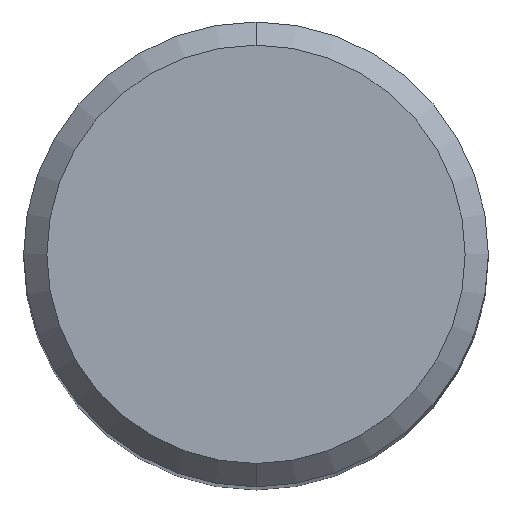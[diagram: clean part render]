
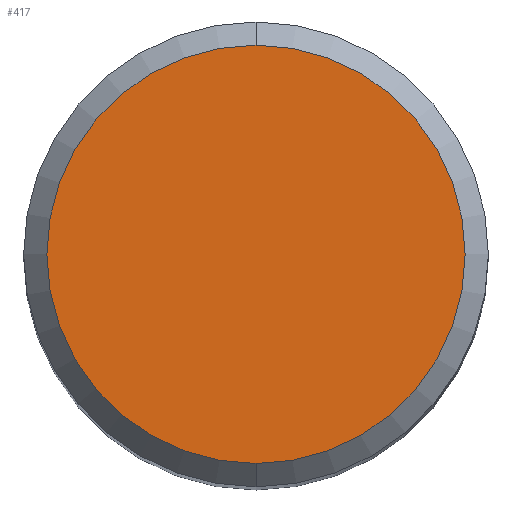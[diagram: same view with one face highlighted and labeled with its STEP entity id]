
A CAD part, top view. The second image highlights one B-rep face of the part: STEP entity #417.
In plain terms, the highlighted planar face has unit normal (0, 0, 1).
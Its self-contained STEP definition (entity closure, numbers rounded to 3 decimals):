
#197=VERTEX_POINT('',#505);
#207=VERTEX_POINT('',#516);
#247=EDGE_CURVE('',#207,#197,#563,.T.);
#363=EDGE_CURVE('',#197,#207,#693,.T.);
#417=ADVANCED_FACE('',(#751),#752,.T.);
#505=CARTESIAN_POINT('',(0.0,4.5,0.0));
#516=CARTESIAN_POINT('',(0.,-4.5,0.0));
#563=CIRCLE('',#971,4.5);
#693=CIRCLE('',#1241,4.5);
#751=FACE_OUTER_BOUND('',#1376,.T.);
#752=PLANE('',#1377);
#971=AXIS2_PLACEMENT_3D('',#1576,#1577,#1578);
#1241=AXIS2_PLACEMENT_3D('',#1743,#1744,#1745);
#1376=EDGE_LOOP('',(#1788,#1789));
#1377=AXIS2_PLACEMENT_3D('',#1790,#1791,#1792);
#1576=CARTESIAN_POINT('',(0.0,0.0,0.0));
#1577=DIRECTION('',(0.0,0.0,-1.0));
#1578=DIRECTION('',(0.0,1.0,0.0));
#1743=CARTESIAN_POINT('',(0.0,0.0,0.0));
#1744=DIRECTION('',(0.0,0.0,-1.0));
#1745=DIRECTION('',(0.0,1.0,0.0));
#1788=ORIENTED_EDGE('',*,*,#363,.F.);
#1789=ORIENTED_EDGE('',*,*,#247,.F.);
#1790=CARTESIAN_POINT('',(0.0,2.25,0.0));
#1791=DIRECTION('',(-0.0,0.0,1.0));
#1792=DIRECTION('',(0.0,-1.0,0.0));
